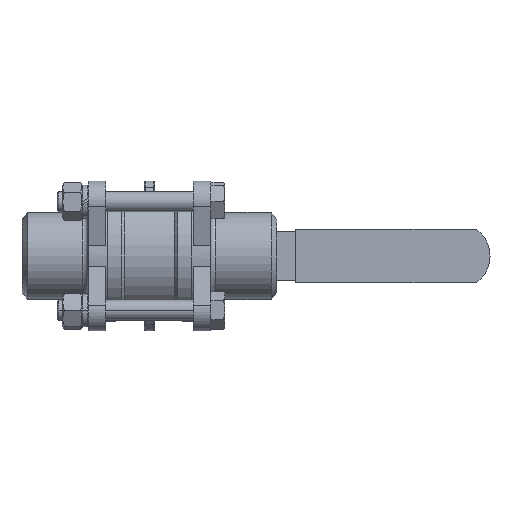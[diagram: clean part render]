
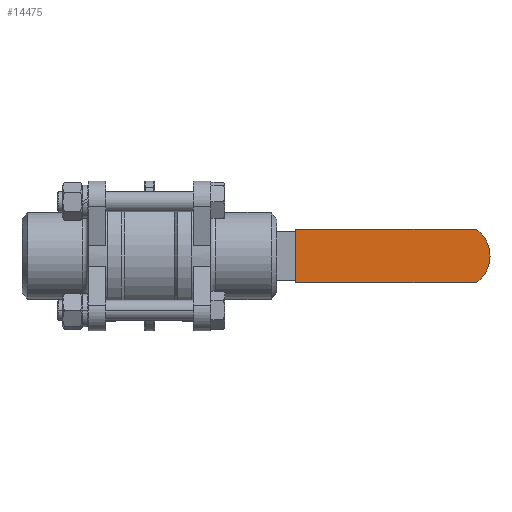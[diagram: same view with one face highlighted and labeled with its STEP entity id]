
A CAD part, front view. The second image highlights one B-rep face of the part: STEP entity #14475.
In plain terms, the highlighted face is planar.
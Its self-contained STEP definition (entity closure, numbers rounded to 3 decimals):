
#1494=CIRCLE('',#15958,13.);
#1496=CIRCLE('',#15961,13.);
#5971=ORIENTED_EDGE('',*,*,#8173,.F.);
#5972=ORIENTED_EDGE('',*,*,#8174,.F.);
#5973=ORIENTED_EDGE('',*,*,#8175,.F.);
#5974=ORIENTED_EDGE('',*,*,#8176,.F.);
#5975=ORIENTED_EDGE('',*,*,#8170,.F.);
#8170=EDGE_CURVE('',#9547,#9549,#1494,.T.);
#8173=EDGE_CURVE('',#9551,#9547,#1496,.T.);
#8174=EDGE_CURVE('',#9552,#9551,#10515,.T.);
#8175=EDGE_CURVE('',#9553,#9552,#10516,.T.);
#8176=EDGE_CURVE('',#9549,#9553,#10517,.T.);
#9547=VERTEX_POINT('',#41295);
#9549=VERTEX_POINT('',#41298);
#9551=VERTEX_POINT('',#41304);
#9552=VERTEX_POINT('',#41306);
#9553=VERTEX_POINT('',#41308);
#10515=LINE('',#41305,#11482);
#10516=LINE('',#41307,#11483);
#10517=LINE('',#41309,#11484);
#11482=VECTOR('',#19576,1000.);
#11483=VECTOR('',#19577,1000.);
#11484=VECTOR('',#19578,1000.);
#12381=EDGE_LOOP('',(#5971,#5972,#5973,#5974,#5975));
#13285=FACE_BOUND('',#12381,.T.);
#13657=PLANE('',#15960);
#14475=ADVANCED_FACE('',(#13285),#13657,.T.);
#15958=AXIS2_PLACEMENT_3D('',#41297,#19567,#19568);
#15960=AXIS2_PLACEMENT_3D('',#41302,#19572,#19573);
#15961=AXIS2_PLACEMENT_3D('',#41303,#19574,#19575);
#19567=DIRECTION('',(0.,0.,1.));
#19568=DIRECTION('',(-1.,0.,0.));
#19572=DIRECTION('',(0.,0.,-1.));
#19573=DIRECTION('',(-1.,0.,0.));
#19574=DIRECTION('',(0.,0.,1.));
#19575=DIRECTION('',(-1.,0.,0.));
#19576=DIRECTION('',(1.,0.,0.));
#19577=DIRECTION('',(0.,-1.,0.));
#19578=DIRECTION('',(-1.,0.,0.));
#41295=CARTESIAN_POINT('',(75.,9.5,0.));
#41297=CARTESIAN_POINT('',(62.,9.5,0.));
#41298=CARTESIAN_POINT('',(69.665,20.,0.));
#41302=CARTESIAN_POINT('',(-1.,20.,0.));
#41303=CARTESIAN_POINT('',(62.,9.5,0.));
#41304=CARTESIAN_POINT('',(69.665,-1.,0.));
#41305=CARTESIAN_POINT('',(-1.,-1.,0.));
#41306=CARTESIAN_POINT('',(-1.,-1.,0.));
#41307=CARTESIAN_POINT('',(-1.,-1.,0.));
#41308=CARTESIAN_POINT('',(-1.,20.,0.));
#41309=CARTESIAN_POINT('',(-1.,20.,0.));
